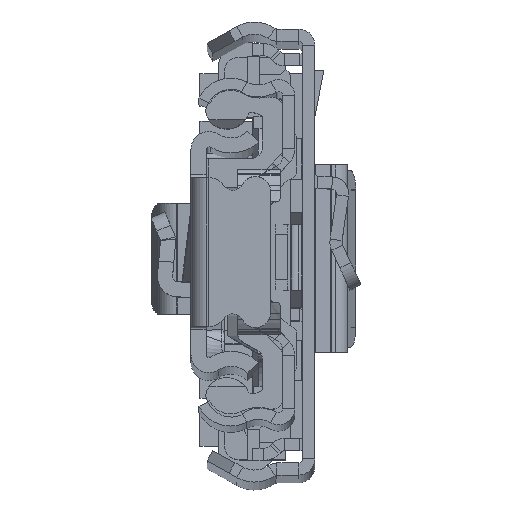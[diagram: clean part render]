
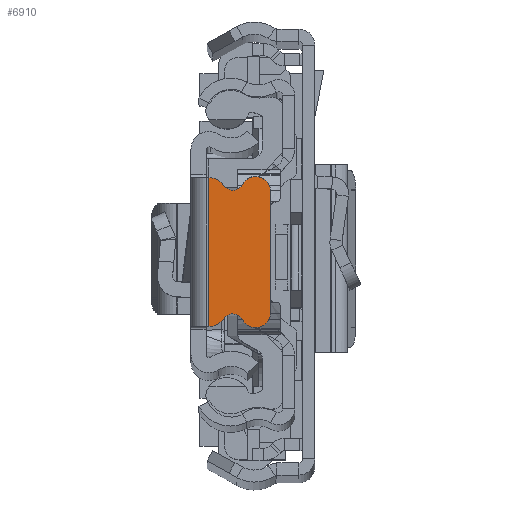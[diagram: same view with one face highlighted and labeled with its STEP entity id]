
A CAD part, top view. The second image highlights one B-rep face of the part: STEP entity #6910.
In plain terms, the highlighted planar face has unit normal (0, 0, 1).
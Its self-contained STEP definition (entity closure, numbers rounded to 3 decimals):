
#1207 = DIRECTION ( 'NONE',  ( 0., 0., 1. ) ) ;
#2044 = CARTESIAN_POINT ( 'NONE',  ( -7.929, 6., 0. ) ) ;
#2413 = VERTEX_POINT ( 'NONE', #33581 ) ;
#2589 = ORIENTED_EDGE ( 'NONE', *, *, #17728, .T. ) ;
#2806 = DIRECTION ( 'NONE',  ( -1., 0., 0. ) ) ;
#2996 = CARTESIAN_POINT ( 'NONE',  ( -4.142, -7.236, 0. ) ) ;
#3671 = EDGE_CURVE ( 'NONE', #9626, #33573, #17227, .T. ) ;
#4504 = VERTEX_POINT ( 'NONE', #18145 ) ;
#4696 = CARTESIAN_POINT ( 'NONE',  ( -1.75, 0., 0. ) ) ;
#5085 = EDGE_CURVE ( 'NONE', #10664, #21926, #10672, .T. ) ;
#5097 = AXIS2_PLACEMENT_3D ( 'NONE', #2996, #9000, #11804 ) ;
#5254 = AXIS2_PLACEMENT_3D ( 'NONE', #33994, #9898, #12359 ) ;
#6084 = EDGE_CURVE ( 'NONE', #15586, #32442, #7350, .T. ) ;
#6172 = ORIENTED_EDGE ( 'NONE', *, *, #34626, .T. ) ;
#6910 = ADVANCED_FACE ( 'NONE', ( #23249 ), #12524, .T. ) ;
#7350 = LINE ( 'NONE', #4696, #14766 ) ;
#7666 = CARTESIAN_POINT ( 'NONE',  ( -1.75, 7.37, 0. ) ) ;
#7689 = LINE ( 'NONE', #29134, #14594 ) ;
#7706 = VECTOR ( 'NONE', #15213, 1000. ) ;
#7993 = CARTESIAN_POINT ( 'NONE',  ( -4.142, 7.236, 0. ) ) ;
#8312 = LINE ( 'NONE', #13408, #24795 ) ;
#8764 = CIRCLE ( 'NONE', #22778, 1.5 ) ;
#9000 = DIRECTION ( 'NONE',  ( 0., 0., -1. ) ) ;
#9626 = VERTEX_POINT ( 'NONE', #11236 ) ;
#9898 = DIRECTION ( 'NONE',  ( 0., 0., 1. ) ) ;
#10593 = CIRCLE ( 'NONE', #15641, 1.1 ) ;
#10664 = VERTEX_POINT ( 'NONE', #17273 ) ;
#10672 = CIRCLE ( 'NONE', #15156, 1.5 ) ;
#11041 = ORIENTED_EDGE ( 'NONE', *, *, #13704, .F. ) ;
#11236 = CARTESIAN_POINT ( 'NONE',  ( -7.929, -6., 0. ) ) ;
#11684 = EDGE_CURVE ( 'NONE', #32442, #4504, #7689, .T. ) ;
#11804 = DIRECTION ( 'NONE',  ( -1., 0., 0. ) ) ;
#11977 = DIRECTION ( 'NONE',  ( 1., 0., 0. ) ) ;
#12359 = DIRECTION ( 'NONE',  ( 1., 0., 0. ) ) ;
#12524 = PLANE ( 'NONE',  #5254 ) ;
#13087 = DIRECTION ( 'NONE',  ( 0., 0., -1. ) ) ;
#13408 = CARTESIAN_POINT ( 'NONE',  ( -1.929, 7.37, 0. ) ) ;
#13704 = EDGE_CURVE ( 'NONE', #23594, #15586, #8312, .T. ) ;
#13918 = DIRECTION ( 'NONE',  ( 1., 0., 0. ) ) ;
#14594 = VECTOR ( 'NONE', #15764, 1000. ) ;
#14766 = VECTOR ( 'NONE', #26683, 1000. ) ;
#15041 = CARTESIAN_POINT ( 'NONE',  ( -7.929, -6., 0. ) ) ;
#15156 = AXIS2_PLACEMENT_3D ( 'NONE', #16197, #26937, #2806 ) ;
#15213 = DIRECTION ( 'NONE',  ( 0., -1., 0. ) ) ;
#15477 = AXIS2_PLACEMENT_3D ( 'NONE', #26013, #20559, #26542 ) ;
#15586 = VERTEX_POINT ( 'NONE', #7666 ) ;
#15641 = AXIS2_PLACEMENT_3D ( 'NONE', #7993, #13087, #26461 ) ;
#15764 = DIRECTION ( 'NONE',  ( -1., 0., 0. ) ) ;
#16197 = CARTESIAN_POINT ( 'NONE',  ( -6.429, 6., 0. ) ) ;
#16332 = ORIENTED_EDGE ( 'NONE', *, *, #5085, .T. ) ;
#17227 = CIRCLE ( 'NONE', #18345, 1.5 ) ;
#17273 = CARTESIAN_POINT ( 'NONE',  ( -5.109, 6.713, 0. ) ) ;
#17403 = ORIENTED_EDGE ( 'NONE', *, *, #6084, .F. ) ;
#17728 = EDGE_CURVE ( 'NONE', #33573, #23188, #24201, .T. ) ;
#17833 = LINE ( 'NONE', #15041, #7706 ) ;
#18145 = CARTESIAN_POINT ( 'NONE',  ( -1.929, -7.37, 0. ) ) ;
#18345 = AXIS2_PLACEMENT_3D ( 'NONE', #25354, #1207, #11977 ) ;
#18352 = CARTESIAN_POINT ( 'NONE',  ( -5.109, -6.713, 0. ) ) ;
#19122 = CARTESIAN_POINT ( 'NONE',  ( -3.206, -6.658, 0. ) ) ;
#20127 = ORIENTED_EDGE ( 'NONE', *, *, #20260, .T. ) ;
#20260 = EDGE_CURVE ( 'NONE', #23594, #2413, #8764, .T. ) ;
#20559 = DIRECTION ( 'NONE',  ( 0., 0., 1. ) ) ;
#21485 = CARTESIAN_POINT ( 'NONE',  ( -1.75, -7.37, 0. ) ) ;
#21817 = ORIENTED_EDGE ( 'NONE', *, *, #31171, .T. ) ;
#21926 = VERTEX_POINT ( 'NONE', #2044 ) ;
#22368 = DIRECTION ( 'NONE',  ( -1., 0., 0. ) ) ;
#22778 = AXIS2_PLACEMENT_3D ( 'NONE', #25356, #30458, #22368 ) ;
#23188 = VERTEX_POINT ( 'NONE', #19122 ) ;
#23249 = FACE_OUTER_BOUND ( 'NONE', #32658, .T. ) ;
#23594 = VERTEX_POINT ( 'NONE', #26834 ) ;
#24201 = CIRCLE ( 'NONE', #5097, 1.1 ) ;
#24795 = VECTOR ( 'NONE', #13918, 1000. ) ;
#25094 = ORIENTED_EDGE ( 'NONE', *, *, #3671, .T. ) ;
#25354 = CARTESIAN_POINT ( 'NONE',  ( -6.429, -6., 0. ) ) ;
#25356 = CARTESIAN_POINT ( 'NONE',  ( -1.929, 5.87, 0. ) ) ;
#26013 = CARTESIAN_POINT ( 'NONE',  ( -1.929, -5.87, 0. ) ) ;
#26461 = DIRECTION ( 'NONE',  ( 1., 0., 0. ) ) ;
#26542 = DIRECTION ( 'NONE',  ( 1., 0., 0. ) ) ;
#26683 = DIRECTION ( 'NONE',  ( 0., -1., 0. ) ) ;
#26834 = CARTESIAN_POINT ( 'NONE',  ( -1.929, 7.37, 0. ) ) ;
#26937 = DIRECTION ( 'NONE',  ( 0., 0., 1. ) ) ;
#27399 = EDGE_CURVE ( 'NONE', #23188, #4504, #28387, .T. ) ;
#27789 = ORIENTED_EDGE ( 'NONE', *, *, #27399, .T. ) ;
#28387 = CIRCLE ( 'NONE', #15477, 1.5 ) ;
#28867 = ORIENTED_EDGE ( 'NONE', *, *, #11684, .F. ) ;
#29134 = CARTESIAN_POINT ( 'NONE',  ( -1.929, -7.37, 0. ) ) ;
#30458 = DIRECTION ( 'NONE',  ( 0., 0., 1. ) ) ;
#31171 = EDGE_CURVE ( 'NONE', #2413, #10664, #10593, .T. ) ;
#32442 = VERTEX_POINT ( 'NONE', #21485 ) ;
#32658 = EDGE_LOOP ( 'NONE', ( #17403, #11041, #20127, #21817, #16332, #6172, #25094, #2589, #27789, #28867 ) ) ;
#33573 = VERTEX_POINT ( 'NONE', #18352 ) ;
#33581 = CARTESIAN_POINT ( 'NONE',  ( -3.206, 6.658, 0. ) ) ;
#33994 = CARTESIAN_POINT ( 'NONE',  ( 442.771, 0., 0. ) ) ;
#34626 = EDGE_CURVE ( 'NONE', #21926, #9626, #17833, .T. ) ;
